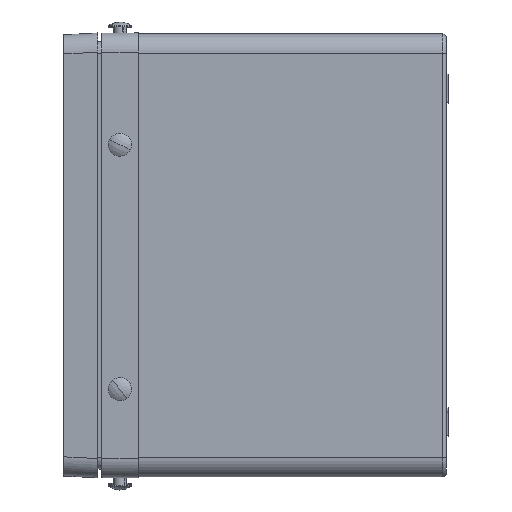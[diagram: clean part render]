
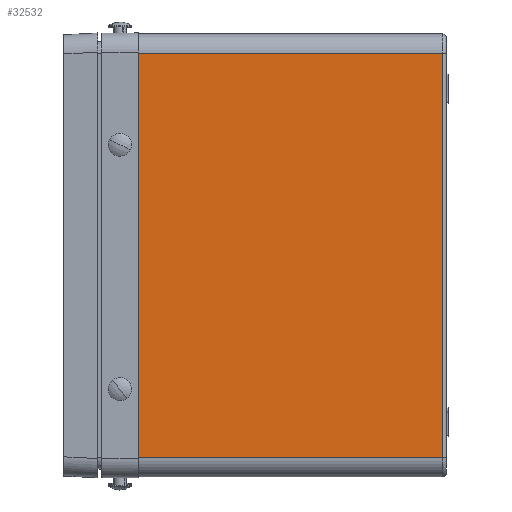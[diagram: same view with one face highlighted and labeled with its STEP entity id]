
A CAD part, left-side view. The second image highlights one B-rep face of the part: STEP entity #32532.
In plain terms, the highlighted planar face has unit normal (-1, 0, 0).
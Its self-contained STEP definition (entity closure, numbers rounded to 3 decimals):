
#191 = LINE ( 'NONE', #18295, #28379 ) ;
#806 = VECTOR ( 'NONE', #32938, 1000. ) ;
#2611 = LINE ( 'NONE', #34618, #30804 ) ;
#4323 = EDGE_CURVE ( 'NONE', #4413, #34881, #191, .T. ) ;
#4413 = VERTEX_POINT ( 'NONE', #35225 ) ;
#4989 = DIRECTION ( 'NONE',  ( 0., 0., 1. ) ) ;
#6200 = LINE ( 'NONE', #32432, #27995 ) ;
#6889 = EDGE_LOOP ( 'NONE', ( #30524, #7845, #20653, #10196 ) ) ;
#7481 = DIRECTION ( 'NONE',  ( 0., 0., 1. ) ) ;
#7845 = ORIENTED_EDGE ( 'NONE', *, *, #11207, .T. ) ;
#9777 = LINE ( 'NONE', #30215, #806 ) ;
#10196 = ORIENTED_EDGE ( 'NONE', *, *, #21710, .F. ) ;
#10643 = CARTESIAN_POINT ( 'NONE',  ( -165., 0., 105. ) ) ;
#11207 = EDGE_CURVE ( 'NONE', #34881, #12714, #6200, .T. ) ;
#12259 = CARTESIAN_POINT ( 'NONE',  ( -165., -158., 105. ) ) ;
#12714 = VERTEX_POINT ( 'NONE', #12259 ) ;
#17326 = AXIS2_PLACEMENT_3D ( 'NONE', #26701, #21362, #4989 ) ;
#18280 = DIRECTION ( 'NONE',  ( 0., 1., 0. ) ) ;
#18295 = CARTESIAN_POINT ( 'NONE',  ( -165., -160., -105. ) ) ;
#18628 = PLANE ( 'NONE',  #17326 ) ;
#20204 = CARTESIAN_POINT ( 'NONE',  ( -165., -158., -105. ) ) ;
#20447 = EDGE_CURVE ( 'NONE', #12714, #21114, #2611, .T. ) ;
#20653 = ORIENTED_EDGE ( 'NONE', *, *, #20447, .T. ) ;
#21114 = VERTEX_POINT ( 'NONE', #10643 ) ;
#21362 = DIRECTION ( 'NONE',  ( -1., 0., 0. ) ) ;
#21710 = EDGE_CURVE ( 'NONE', #4413, #21114, #9777, .T. ) ;
#26701 = CARTESIAN_POINT ( 'NONE',  ( -165., -160., -115. ) ) ;
#27995 = VECTOR ( 'NONE', #7481, 1000. ) ;
#28379 = VECTOR ( 'NONE', #31894, 1000. ) ;
#30215 = CARTESIAN_POINT ( 'NONE',  ( -165., 0., -115. ) ) ;
#30524 = ORIENTED_EDGE ( 'NONE', *, *, #4323, .T. ) ;
#30804 = VECTOR ( 'NONE', #18280, 1000. ) ;
#31894 = DIRECTION ( 'NONE',  ( 0., -1., 0. ) ) ;
#32432 = CARTESIAN_POINT ( 'NONE',  ( -165., -158., 105. ) ) ;
#32522 = FACE_OUTER_BOUND ( 'NONE', #6889, .T. ) ;
#32532 = ADVANCED_FACE ( 'NONE', ( #32522 ), #18628, .T. ) ;
#32938 = DIRECTION ( 'NONE',  ( 0., 0., 1. ) ) ;
#34618 = CARTESIAN_POINT ( 'NONE',  ( -165., -160., 105. ) ) ;
#34881 = VERTEX_POINT ( 'NONE', #20204 ) ;
#35225 = CARTESIAN_POINT ( 'NONE',  ( -165., 0., -105. ) ) ;
